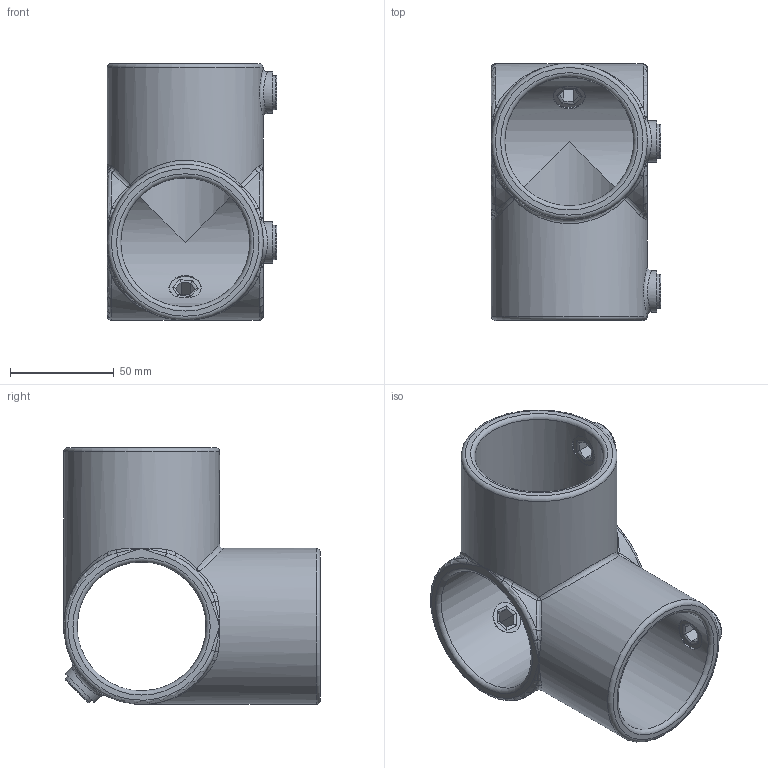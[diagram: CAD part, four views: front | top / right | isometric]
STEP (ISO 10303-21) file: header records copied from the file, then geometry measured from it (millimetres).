
FILE_DESCRIPTION (( 'STEP AP203' ), '1' );
FILE_NAME ('116-E60.STEP', '2021-12-02T10:37:06', ( '' ), ( '' ), 'SwSTEP 2.0', 'SolidWorks 2018', '' );
FILE_SCHEMA (( 'CONFIG_CONTROL_DESIGN' ));
Length unit declared in the file: millimetre
Products named in the file (7): 116-E60 Teil2; 116-E60; 116-E60 Teil1; 116-E60 Teil1_116-E60 Teil1
Assembly tree (4 placements, depth 2):
  116-E60 Teil2
  116-E60 Teil2
  116-E60
    116-E60 Teil1_116-E60 Teil1
    116-E60 Teil2  x3
  116-E60 Teil1
  116-E60 Teil2
Bounding box: 81.5 x 123.5 x 123.5 mm (x, y, z)
Volume: 222697.3 mm3; surface area: 76685.8 mm2
Topology: 4 solids, 4 shells, 363 faces, 935 edges, 580 vertices
Faces by surface type: plane 139, bspline 131, cylinder 75, torus 16, sphere 2
Full cylindrical faces by diameter (mm): 15.25 x3, 16.5 x3, 20 x3, 62 x3, 75 x2
Entity records: 16379 total; most frequent: CARTESIAN_POINT 9068, ORIENTED_EDGE 1566, DIRECTION 1033, EDGE_CURVE 783, VERTEX_POINT 515, EDGE_LOOP 376, AXIS2_PLACEMENT_3D 348, FACE_OUTER_BOUND 340
